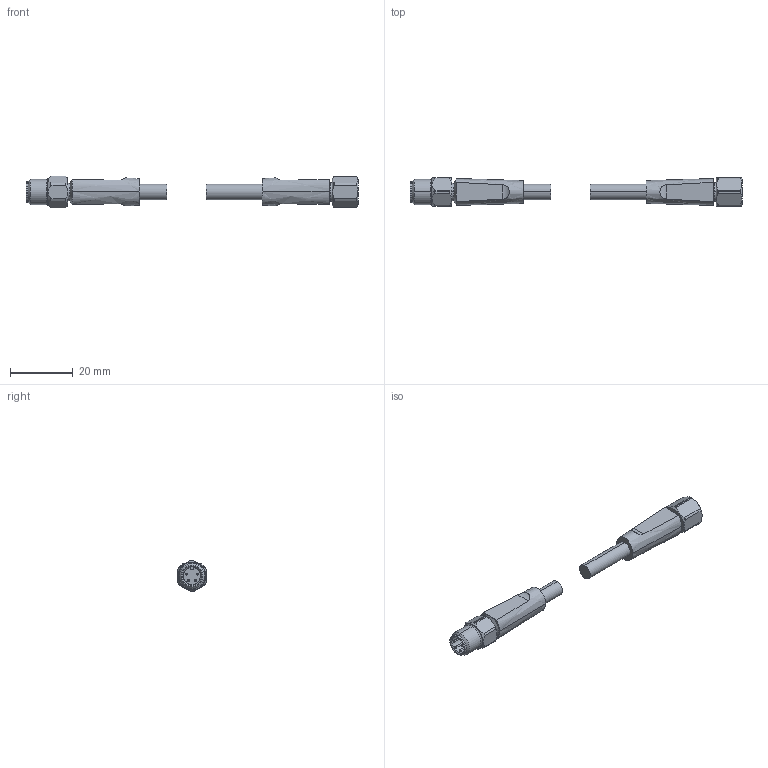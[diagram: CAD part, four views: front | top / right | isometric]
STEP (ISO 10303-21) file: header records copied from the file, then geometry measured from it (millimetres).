
FILE_DESCRIPTION (( 'STEP AP203' ), '1' );
FILE_NAME ('EVT430.step', '2023-12-06T16:30:44', ( '' ), ( '' ), 'SwSTEP 2.0', 'SolidWorks 2023', '' );
FILE_SCHEMA (( 'CONFIG_CONTROL_DESIGN' ));
Length unit declared in the file: inch
Products named in the file (3): EVT430_FEMALE; EVT430; EVT430_MALE
Assembly tree (2 placements, depth 2):
  EVT430
    EVT430_MALE
    EVT430_FEMALE
Bounding box: 106 x 9 x 9.98 mm (x, y, z)
Volume: 3996.6 mm3; surface area: 3065.4 mm2
Topology: 2 solids, 2 shells, 150 faces, 351 edges, 224 vertices
Faces by surface type: cylinder 58, plane 47, cone 20, bspline 17, torus 8
Entity records: 5847 total; most frequent: CARTESIAN_POINT 2164, DIRECTION 718, ORIENTED_EDGE 702, EDGE_CURVE 351, AXIS2_PLACEMENT_3D 305, VERTEX_POINT 224, EDGE_LOOP 169, CIRCLE 167
